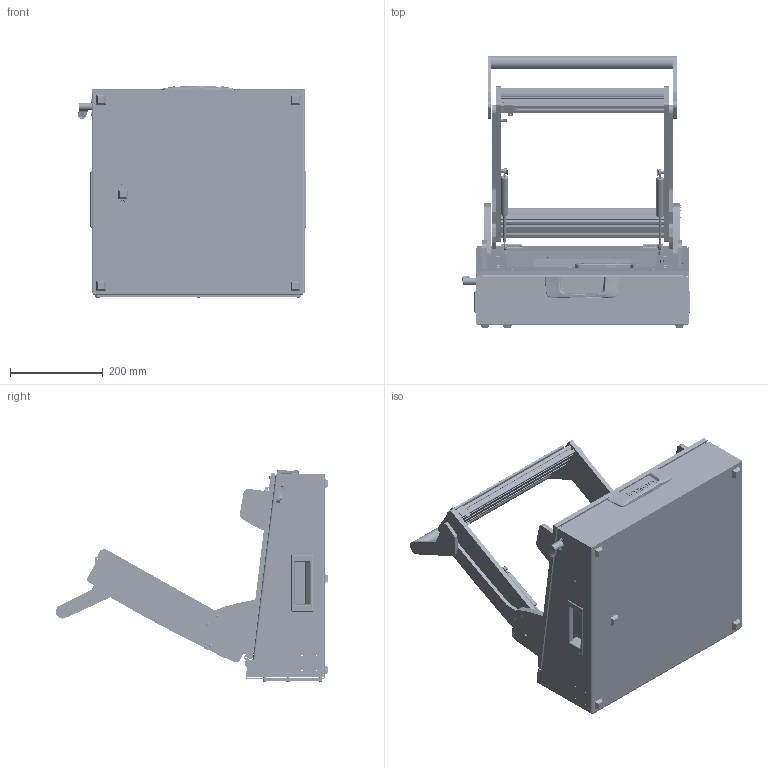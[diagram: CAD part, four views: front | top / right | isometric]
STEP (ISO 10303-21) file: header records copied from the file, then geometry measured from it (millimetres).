
FILE_DESCRIPTION (( 'STEP AP214' ), '1' );
FILE_NAME ('INGUN_32660_open.STEP', '2021-02-25T08:20:56', ( '' ), ( '' ), 'SwSTEP 2.0', 'SolidWorks 2018', '' );
FILE_SCHEMA (( 'AUTOMOTIVE_DESIGN' ));
Length unit declared in the file: millimetre
Products named in the file (102): DIN125~n_04,3 M04,0; 110443~0_S; 109949~0_KUNDE<S>; 53837~3_KUNDE<S>; 35650~11_KUNDE offen<S>; 31109~0; ISO7380~n_M05,0x020; 32578~1_S; ISO7380~n_M05,0x008; 35663~9_S; DIN6325~n_04,0m6x016; 31253~0_S; 47523~0_S; DIN6325~n_02,0m6x020; DIN912~n_M04,0x012; 2281~0; 30955~0_S; 35334~0_S; ISO7380~n_M03,0x005; 21332_01~0; 39893~3_KUNDE<S>; 39892~6_KUNDE<S>; 35662~11_S; 109934~0_KUNDE<S>; DIN6325~n_04,0m6x014; 30758_02~0_S; 34328~1_S; 30758~0_S; 35661~4_S; ASR~-a-s-r_拱04,2x07x拌8; DIN6325~n_04,0m6x024; DIN914~n_M04,0x05; 35714~3_S; 31788~1; 30758_01~0_S; 55712~0_KUNDE<S>; K_02037~0_Standard ohne Dyn Punkt<Standard>; 53839~0_S; ISO7380~n_M04,0x008; 39891~3_KUNDE<S> ...
Assembly tree (186 placements, depth 5):
  INGUN_32660_open
    32505~6_S
      32172~8
      30758~0_S  x2
        30758_01~0_S
        30758_02~0_S
      20902~0
      21332~0_MA 2112<Standard>
        21332_02~0
        21332_01~0
      31199~3_S
      2720~0  x5
      53032~0_S
      32171~0_S
      32462~0_S
      29805~4_geschlossen<S>
        110322~4_S
        110705~1_S
        30984~0_S
        110231~1_S
        110443~0_S
        30112~0
        ISO7380~n_M05,0x030
        ISO7380~n_M04,0x008  x2
        DIN914~n_M04,0x05
      35334~0_S
      ISO7380~n_M04,0x012  x4
      DIN7991~n_M05,0x016
      DIN7991~n_M05,0x012  x2
      DIN985-A2~n_M05,0  x3
      8804~0
      DIN125~n_05,3 M05,0 Fase  x2
    35650~11_KUNDE offen<S>
      109770~0_offen<S>
        35648~16
        35661~4_S
        35662~11_S
        35663~9_S
        2281~0_180ø<Standard>  x2
          2281~0
        37188~1_S  x2
        53031~0_S
        35649~1_S
        35651~1_S
        31253~0_S
        30955~0_S
        30915~0
        ASR~-a-s-r_拱04,2x07x拌8  x2
        2528~0  x2
        31109~0
        35664~1_S
        48727~1_S
          48726~2_S
          DIN6325~n_04,0m6x012
          48565~1_S
          DIN912~n_M04,0x020  x2
          DIN125~n_06,4 M06,0 Fase
          DIN125~n_04,3 M04,0  x2
          49317~0
        48728~1_S
Bounding box: 491.5 x 587.09 x 458.02 mm (x, y, z)
Volume: 4681458.7 mm3; surface area: 2590500.2 mm2
Topology: 195 solids, 195 shells, 5000 faces, 12640 edges, 8053 vertices
Faces by surface type: cylinder 2158, plane 1855, cone 612, bspline 230, torus 77, sphere 68
Entity records: 119556 total; most frequent: CARTESIAN_POINT 28483, DIRECTION 17771, ORIENTED_EDGE 16464, EDGE_CURVE 8232, AXIS2_PLACEMENT_3D 6692, VERTEX_POINT 5306, LINE 4387, VECTOR 4387
